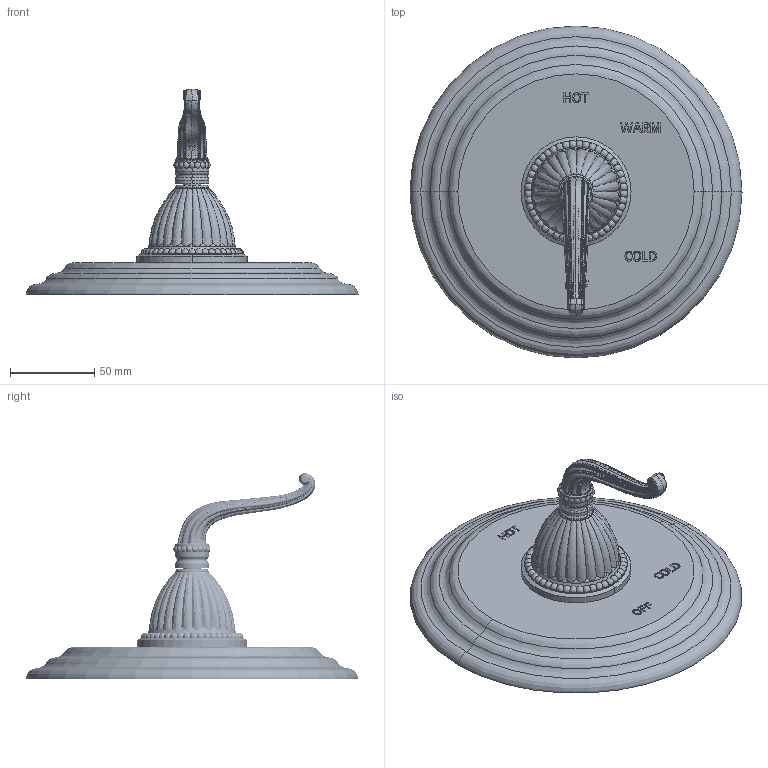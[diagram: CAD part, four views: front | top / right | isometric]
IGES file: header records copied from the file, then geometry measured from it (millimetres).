
Start section:  PTC IGES file: 4-1094bp.igs
Global section: file name: 4-1094bp.igs; native system: Creo Parametric by PTC Inc.; preprocessor: 2018400; author: jinson.thomas; organization: Unknown; date: 20210602.151615; units: inch
Bounding box: 196.85 x 196.85 x 122.08 mm (x, y, z)
Volume: 541871.5 mm3; surface area: 78859.5 mm2
Topology: 1 solids, 1 shells, 3321 faces, 9633 edges, 6298 vertices
Faces by surface type: bspline 1985, revolution 1256, extrusion 80
